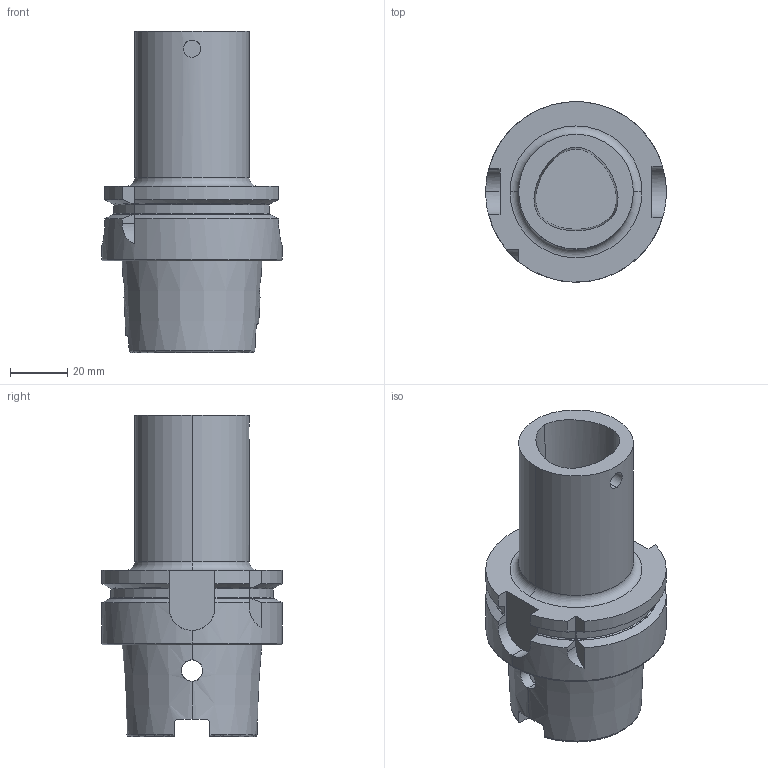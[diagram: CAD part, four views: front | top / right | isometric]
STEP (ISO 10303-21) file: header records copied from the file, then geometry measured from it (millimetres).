
FILE_DESCRIPTION (( 'STEP AP203' ), '1' );
FILE_NAME ('STP-73.501.40.080.STEP', '2021-03-30T01:37:17', ( '' ), ( '' ), 'SwSTEP 2.0', 'SolidWorks 2017', '' );
FILE_SCHEMA (( 'CONFIG_CONTROL_DESIGN' ));
Length unit declared in the file: millimetre
Products named in the file (1): STP-73.501.40.080
Bounding box: 63 x 63 x 112 mm (x, y, z)
Volume: 134307.3 mm3; surface area: 30937.2 mm2
Topology: 1 solids, 1 shells, 100 faces, 263 edges, 167 vertices
Faces by surface type: cylinder 34, plane 30, torus 22, cone 12, bspline 2
Entity records: 4014 total; most frequent: CARTESIAN_POINT 1526, ORIENTED_EDGE 526, DIRECTION 487, EDGE_CURVE 263, AXIS2_PLACEMENT_3D 198, VERTEX_POINT 167, EDGE_LOOP 106, FACE_OUTER_BOUND 100
